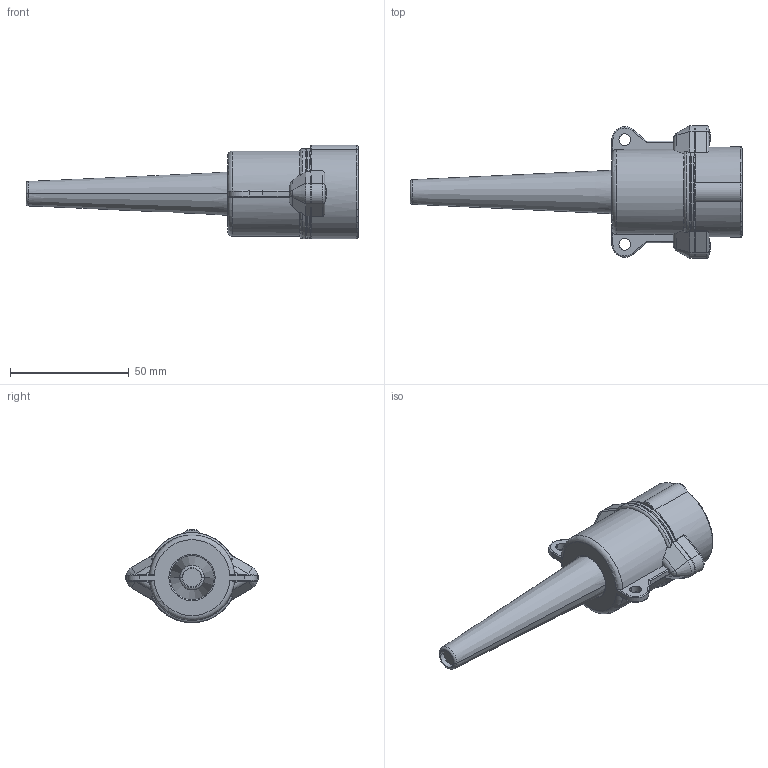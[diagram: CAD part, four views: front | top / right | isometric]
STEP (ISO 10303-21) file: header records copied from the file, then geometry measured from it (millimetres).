
FILE_DESCRIPTION((''),'2;1');
FILE_NAME('251010_SW0001','2020-09-09T08:48:13',('teru'),(''),'CREO PARAMETRIC BY PTC INC, 2017380','CREO PARAMETRIC BY PTC INC, 2017380','');
FILE_SCHEMA(('CONFIG_CONTROL_DESIGN'));
Length unit declared in the file: millimetre
Products named in the file (1): 251010_SW0001
Bounding box: 140 x 56 x 39.4 mm (x, y, z)
Volume: 61238.5 mm3; surface area: 17499.1 mm2
Topology: 1 solids, 2 shells, 439 faces, 1136 edges, 718 vertices
Faces by surface type: plane 265, cylinder 84, torus 50, cone 30, sphere 8, bspline 2
Entity records: 14027 total; most frequent: CARTESIAN_POINT 3175, ORIENTED_EDGE 2260, DIRECTION 2249, EDGE_CURVE 1130, AXIS2_PLACEMENT_3D 754, VECTOR 741, LINE 741, VERTEX_POINT 718
